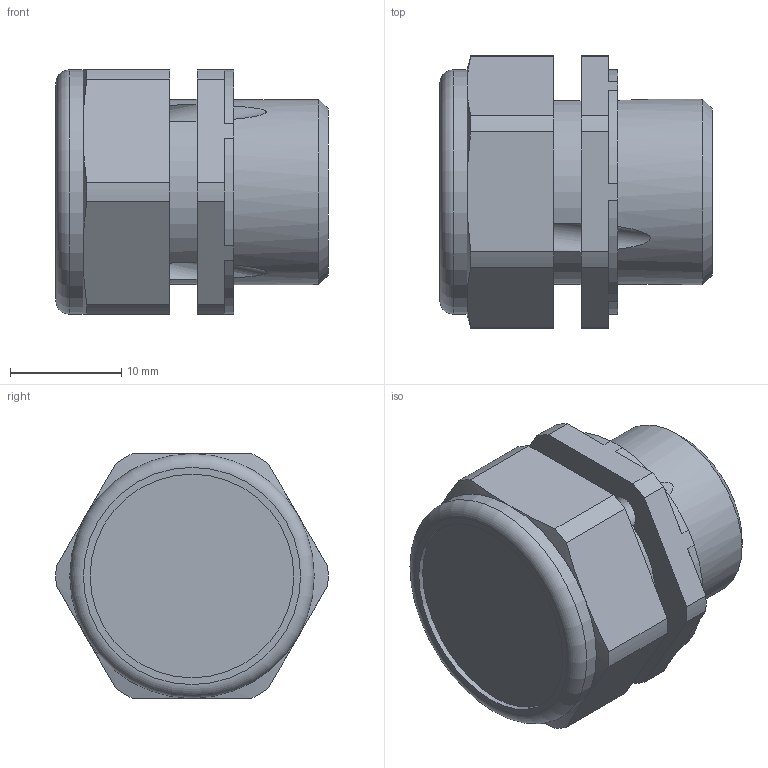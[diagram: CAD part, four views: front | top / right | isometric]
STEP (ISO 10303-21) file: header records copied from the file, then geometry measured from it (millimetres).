
FILE_DESCRIPTION( ( 'STEP AP214' ), '1' );
FILE_NAME( 'K0460.24038.stp', '2020-12-08T09:17:39', ( '' ), ( '' ), ' ', 'PARTsolutions', ' ' );
FILE_SCHEMA( ( 'AUTOMOTIVE_DESIGN { 1 0 10303 214 1 1 1 1 }' ) );
Length unit declared in the file: millimetre
Products named in the file (1): _K0460.24038
Bounding box: 24.5 x 24.49 x 22 mm (x, y, z)
Volume: 7308.5 mm3; surface area: 3153.9 mm2
Topology: 1 solids, 1 shells, 64 faces, 184 edges, 119 vertices
Faces by surface type: cylinder 28, plane 25, cone 10, torus 1
Full cylindrical faces by diameter (mm): 3 x3, 7.45 x1, 16.662 x1, 18.328 x1, 22 x1
Entity records: 2570 total; most frequent: CARTESIAN_POINT 460, DIRECTION 338, ORIENTED_EDGE 316, EDGE_CURVE 158, AXIS2_PLACEMENT_3D 136, VERTEX_POINT 110, EDGE_LOOP 81, FACE_OUTER_BOUND 72
